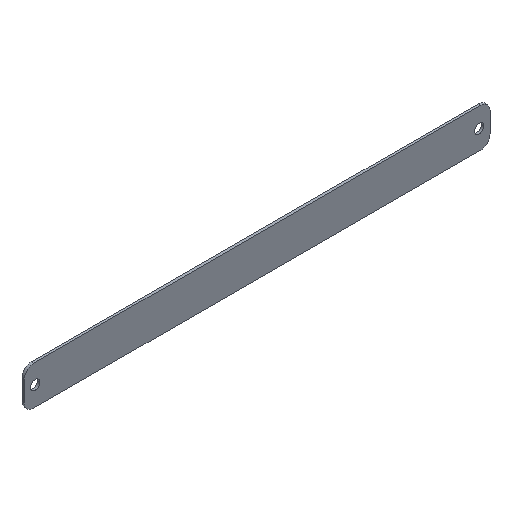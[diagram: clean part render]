
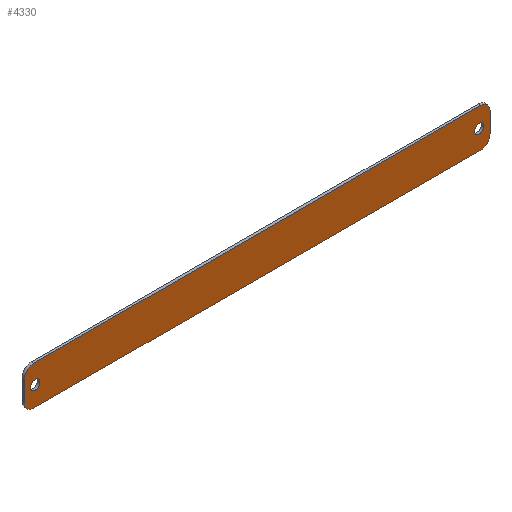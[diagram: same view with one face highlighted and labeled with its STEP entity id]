
A CAD part, isometric view. The second image highlights one B-rep face of the part: STEP entity #4330.
In plain terms, the highlighted planar face has unit normal (0, -1, 0).
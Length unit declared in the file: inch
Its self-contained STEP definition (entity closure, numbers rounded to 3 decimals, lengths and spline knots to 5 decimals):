
#821=CARTESIAN_POINT('',(6.56496,-0.07087,
0.29528));
#822=DIRECTION('',(0.,-1.,0.));
#823=DIRECTION('',(1.,0.,0.));
#824=AXIS2_PLACEMENT_3D('',#821,#822,#823);
#826=DIRECTION('',(0.,0.,-1.));
#827=VECTOR('',#826,0.59055);
#828=CARTESIAN_POINT('',(6.84055,-0.07087,
0.29528));
#829=LINE('',#828,#827);
#830=CARTESIAN_POINT('',(6.56496,-0.07087,
-0.29528));
#831=DIRECTION('',(0.,-1.,0.));
#832=DIRECTION('',(0.,0.,-1.));
#833=AXIS2_PLACEMENT_3D('',#830,#831,#832);
#835=DIRECTION('',(-1.,0.,0.));
#836=VECTOR('',#835,13.12992);
#837=CARTESIAN_POINT('',(6.56496,-0.07087,
-0.57087));
#838=LINE('',#837,#836);
#839=CARTESIAN_POINT('',(-6.56496,-0.07087,
-0.29528));
#840=DIRECTION('',(0.,-1.,0.));
#841=DIRECTION('',(-1.,0.,0.));
#842=AXIS2_PLACEMENT_3D('',#839,#840,#841);
#844=DIRECTION('',(0.,0.,1.));
#845=VECTOR('',#844,0.59055);
#846=CARTESIAN_POINT('',(-6.84055,-0.07087,
-0.29528));
#847=LINE('',#846,#845);
#848=CARTESIAN_POINT('',(-6.56496,-0.07087,
0.29528));
#849=DIRECTION('',(0.,-1.,0.));
#850=DIRECTION('',(0.,0.,1.));
#851=AXIS2_PLACEMENT_3D('',#848,#849,#850);
#853=DIRECTION('',(1.,0.,0.));
#854=VECTOR('',#853,13.12992);
#855=CARTESIAN_POINT('',(-6.56496,-0.07087,
0.57087));
#856=LINE('',#855,#854);
#857=CARTESIAN_POINT('',(6.52559,-0.07087,0.));
#858=DIRECTION('',(0.,1.,0.));
#859=DIRECTION('',(-1.,0.,0.));
#860=AXIS2_PLACEMENT_3D('',#857,#858,#859);
#862=CARTESIAN_POINT('',(6.52559,-0.07087,0.));
#863=DIRECTION('',(0.,1.,0.));
#864=DIRECTION('',(1.,0.,0.));
#865=AXIS2_PLACEMENT_3D('',#862,#863,#864);
#867=CARTESIAN_POINT('',(-6.52559,-0.07087,0.));
#868=DIRECTION('',(0.,1.,0.));
#869=DIRECTION('',(-1.,0.,0.));
#870=AXIS2_PLACEMENT_3D('',#867,#868,#869);
#872=CARTESIAN_POINT('',(-6.52559,-0.07087,0.));
#873=DIRECTION('',(0.,1.,0.));
#874=DIRECTION('',(1.,0.,0.));
#875=AXIS2_PLACEMENT_3D('',#872,#873,#874);
#2845=CARTESIAN_POINT('',(-6.66339,-0.07087,0.));
#2846=CARTESIAN_POINT('',(-6.3878,-0.07087,0.));
#2847=VERTEX_POINT('',#2845);
#2848=VERTEX_POINT('',#2846);
#2849=CARTESIAN_POINT('',(6.3878,-0.07087,0.));
#2850=CARTESIAN_POINT('',(6.66339,-0.07087,0.));
#2851=VERTEX_POINT('',#2849);
#2852=VERTEX_POINT('',#2850);
#2857=CARTESIAN_POINT('',(6.84055,-0.07087,
0.29528));
#2858=VERTEX_POINT('',#2857);
#2859=CARTESIAN_POINT('',(6.56496,-0.07087,
0.57087));
#2860=VERTEX_POINT('',#2859);
#2865=CARTESIAN_POINT('',(-6.56496,-0.07087,
0.57087));
#2866=VERTEX_POINT('',#2865);
#2867=CARTESIAN_POINT('',(6.84055,-0.07087,
-0.29528));
#2868=VERTEX_POINT('',#2867);
#2871=CARTESIAN_POINT('',(6.56496,-0.07087,
-0.57087));
#2872=VERTEX_POINT('',#2871);
#2875=CARTESIAN_POINT('',(-6.84055,-0.07087,
0.29528));
#2876=VERTEX_POINT('',#2875);
#2881=CARTESIAN_POINT('',(-6.84055,-0.07087,
-0.29528));
#2882=VERTEX_POINT('',#2881);
#2883=CARTESIAN_POINT('',(-6.56496,-0.07087,
-0.57087));
#2884=VERTEX_POINT('',#2883);
#4303=CARTESIAN_POINT('',(0.,-0.07087,0.));
#4304=DIRECTION('',(0.,1.,0.));
#4305=DIRECTION('',(1.,0.,0.));
#4306=AXIS2_PLACEMENT_3D('',#4303,#4304,#4305);
#4307=PLANE('',#4306);
#4308=ORIENTED_EDGE('',*,*,#4199,.F.);
#4309=ORIENTED_EDGE('',*,*,#4215,.T.);
#4310=ORIENTED_EDGE('',*,*,#4228,.F.);
#4311=ORIENTED_EDGE('',*,*,#4243,.T.);
#4312=ORIENTED_EDGE('',*,*,#4256,.F.);
#4313=ORIENTED_EDGE('',*,*,#4269,.T.);
#4314=ORIENTED_EDGE('',*,*,#4284,.F.);
#4315=ORIENTED_EDGE('',*,*,#4296,.T.);
#4316=EDGE_LOOP('',(#4308,#4309,#4310,#4311,#4312,#4313,#4314,#4315));
#4317=FACE_OUTER_BOUND('',#4316,.F.);
#4319=ORIENTED_EDGE('',*,*,#4318,.F.);
#4321=ORIENTED_EDGE('',*,*,#4320,.F.);
#4322=EDGE_LOOP('',(#4319,#4321));
#4323=FACE_BOUND('',#4322,.F.);
#4325=ORIENTED_EDGE('',*,*,#4324,.F.);
#4327=ORIENTED_EDGE('',*,*,#4326,.F.);
#4328=EDGE_LOOP('',(#4325,#4327));
#4329=FACE_BOUND('',#4328,.F.);
#4330=ADVANCED_FACE('',(#4317,#4323,#4329),#4307,.F.);
#825=CIRCLE('',#824,0.27559);
#834=CIRCLE('',#833,0.27559);
#843=CIRCLE('',#842,0.27559);
#852=CIRCLE('',#851,0.27559);
#861=CIRCLE('',#860,0.1378);
#866=CIRCLE('',#865,0.1378);
#871=CIRCLE('',#870,0.1378);
#876=CIRCLE('',#875,0.1378);
#4199=EDGE_CURVE('',#2858,#2860,#825,.T.);
#4215=EDGE_CURVE('',#2858,#2868,#829,.T.);
#4228=EDGE_CURVE('',#2872,#2868,#834,.T.);
#4243=EDGE_CURVE('',#2872,#2884,#838,.T.);
#4256=EDGE_CURVE('',#2882,#2884,#843,.T.);
#4269=EDGE_CURVE('',#2882,#2876,#847,.T.);
#4284=EDGE_CURVE('',#2866,#2876,#852,.T.);
#4296=EDGE_CURVE('',#2866,#2860,#856,.T.);
#4318=EDGE_CURVE('',#2851,#2852,#861,.T.);
#4320=EDGE_CURVE('',#2852,#2851,#866,.T.);
#4324=EDGE_CURVE('',#2847,#2848,#871,.T.);
#4326=EDGE_CURVE('',#2848,#2847,#876,.T.);
